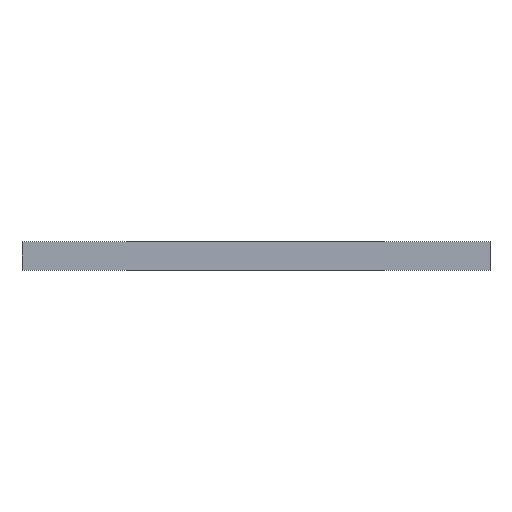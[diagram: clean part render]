
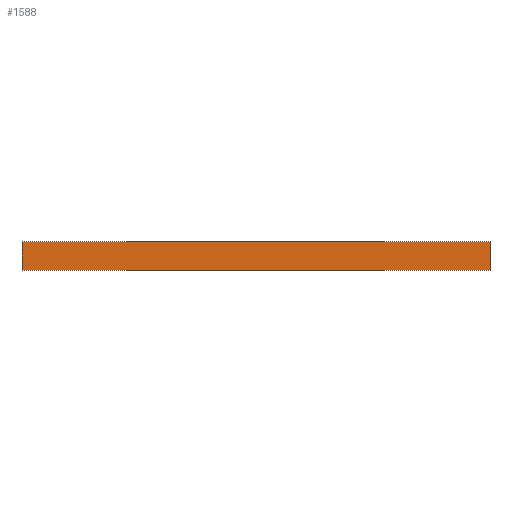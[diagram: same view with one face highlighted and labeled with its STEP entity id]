
A CAD part, front view. The second image highlights one B-rep face of the part: STEP entity #1588.
In plain terms, the highlighted planar face has unit normal (0, -1, 0).
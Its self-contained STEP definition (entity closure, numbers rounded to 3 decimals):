
#44 = PLANE('',#45);
#45 = AXIS2_PLACEMENT_3D('',#46,#47,#48);
#46 = CARTESIAN_POINT('',(-17.5,42.5,-1.05));
#47 = DIRECTION('',(1.,0.,0.));
#48 = DIRECTION('',(0.,0.,1.));
#100 = PLANE('',#101);
#101 = AXIS2_PLACEMENT_3D('',#102,#103,#104);
#102 = CARTESIAN_POINT('',(17.5,42.5,-1.05));
#103 = DIRECTION('',(1.,0.,0.));
#104 = DIRECTION('',(0.,0.,1.));
#126 = PLANE('',#127);
#127 = AXIS2_PLACEMENT_3D('',#128,#129,#130);
#128 = CARTESIAN_POINT('',(-17.5,42.5,1.05));
#129 = DIRECTION('',(0.,0.,1.));
#130 = DIRECTION('',(0.,-1.,0.));
#166 = VERTEX_POINT('',#167);
#167 = CARTESIAN_POINT('',(-17.5,-42.5,1.05));
#188 = EDGE_CURVE('',#189,#166,#191,.T.);
#189 = VERTEX_POINT('',#190);
#190 = CARTESIAN_POINT('',(-17.5,-42.5,-1.05));
#191 = SURFACE_CURVE('',#192,(#196,#203),.PCURVE_S1.);
#192 = LINE('',#193,#194);
#193 = CARTESIAN_POINT('',(-17.5,-42.5,-1.05));
#194 = VECTOR('',#195,1.);
#195 = DIRECTION('',(0.,0.,1.));
#196 = PCURVE('',#44,#197);
#197 = DEFINITIONAL_REPRESENTATION('',(#198),#202);
#198 = LINE('',#199,#200);
#199 = CARTESIAN_POINT('',(0.,85.));
#200 = VECTOR('',#201,1.);
#201 = DIRECTION('',(1.,0.));
#202 = ( GEOMETRIC_REPRESENTATION_CONTEXT(2) 
PARAMETRIC_REPRESENTATION_CONTEXT() REPRESENTATION_CONTEXT('2D SPACE',''
  ) );
#203 = PCURVE('',#204,#209);
#204 = PLANE('',#205);
#205 = AXIS2_PLACEMENT_3D('',#206,#207,#208);
#206 = CARTESIAN_POINT('',(17.5,-42.5,-1.05));
#207 = DIRECTION('',(0.,1.,0.));
#208 = DIRECTION('',(0.,0.,1.));
#209 = DEFINITIONAL_REPRESENTATION('',(#210),#214);
#210 = LINE('',#211,#212);
#211 = CARTESIAN_POINT('',(0.,-35.));
#212 = VECTOR('',#213,1.);
#213 = DIRECTION('',(1.,0.));
#214 = ( GEOMETRIC_REPRESENTATION_CONTEXT(2) 
PARAMETRIC_REPRESENTATION_CONTEXT() REPRESENTATION_CONTEXT('2D SPACE',''
  ) );
#232 = PLANE('',#233);
#233 = AXIS2_PLACEMENT_3D('',#234,#235,#236);
#234 = CARTESIAN_POINT('',(17.5,-42.5,-1.05));
#235 = DIRECTION('',(0.,0.,1.));
#236 = DIRECTION('',(0.,1.,0.));
#555 = EDGE_CURVE('',#556,#166,#558,.T.);
#556 = VERTEX_POINT('',#557);
#557 = CARTESIAN_POINT('',(17.5,-42.5,1.05));
#558 = SURFACE_CURVE('',#559,(#563,#570),.PCURVE_S1.);
#559 = LINE('',#560,#561);
#560 = CARTESIAN_POINT('',(17.5,-42.5,1.05));
#561 = VECTOR('',#562,1.);
#562 = DIRECTION('',(-1.,0.,0.));
#563 = PCURVE('',#126,#564);
#564 = DEFINITIONAL_REPRESENTATION('',(#565),#569);
#565 = LINE('',#566,#567);
#566 = CARTESIAN_POINT('',(85.,35.));
#567 = VECTOR('',#568,1.);
#568 = DIRECTION('',(0.,-1.));
#569 = ( GEOMETRIC_REPRESENTATION_CONTEXT(2) 
PARAMETRIC_REPRESENTATION_CONTEXT() REPRESENTATION_CONTEXT('2D SPACE',''
  ) );
#570 = PCURVE('',#204,#571);
#571 = DEFINITIONAL_REPRESENTATION('',(#572),#576);
#572 = LINE('',#573,#574);
#573 = CARTESIAN_POINT('',(2.1,0.));
#574 = VECTOR('',#575,1.);
#575 = DIRECTION('',(0.,-1.));
#576 = ( GEOMETRIC_REPRESENTATION_CONTEXT(2) 
PARAMETRIC_REPRESENTATION_CONTEXT() REPRESENTATION_CONTEXT('2D SPACE',''
  ) );
#1056 = EDGE_CURVE('',#1057,#556,#1059,.T.);
#1057 = VERTEX_POINT('',#1058);
#1058 = CARTESIAN_POINT('',(17.5,-42.5,-1.05));
#1059 = SURFACE_CURVE('',#1060,(#1064,#1071),.PCURVE_S1.);
#1060 = LINE('',#1061,#1062);
#1061 = CARTESIAN_POINT('',(17.5,-42.5,-1.05));
#1062 = VECTOR('',#1063,1.);
#1063 = DIRECTION('',(0.,0.,1.));
#1064 = PCURVE('',#100,#1065);
#1065 = DEFINITIONAL_REPRESENTATION('',(#1066),#1070);
#1066 = LINE('',#1067,#1068);
#1067 = CARTESIAN_POINT('',(0.,85.));
#1068 = VECTOR('',#1069,1.);
#1069 = DIRECTION('',(1.,0.));
#1070 = ( GEOMETRIC_REPRESENTATION_CONTEXT(2) 
PARAMETRIC_REPRESENTATION_CONTEXT() REPRESENTATION_CONTEXT('2D SPACE',''
  ) );
#1071 = PCURVE('',#204,#1072);
#1072 = DEFINITIONAL_REPRESENTATION('',(#1073),#1077);
#1073 = LINE('',#1074,#1075);
#1074 = CARTESIAN_POINT('',(0.,0.));
#1075 = VECTOR('',#1076,1.);
#1076 = DIRECTION('',(1.,0.));
#1077 = ( GEOMETRIC_REPRESENTATION_CONTEXT(2) 
PARAMETRIC_REPRESENTATION_CONTEXT() REPRESENTATION_CONTEXT('2D SPACE',''
  ) );
#1588 = ADVANCED_FACE('',(#1589),#204,.F.);
#1589 = FACE_BOUND('',#1590,.F.);
#1590 = EDGE_LOOP('',(#1591,#1592,#1613,#1614));
#1591 = ORIENTED_EDGE('',*,*,#1056,.F.);
#1592 = ORIENTED_EDGE('',*,*,#1593,.T.);
#1593 = EDGE_CURVE('',#1057,#189,#1594,.T.);
#1594 = SURFACE_CURVE('',#1595,(#1599,#1606),.PCURVE_S1.);
#1595 = LINE('',#1596,#1597);
#1596 = CARTESIAN_POINT('',(17.5,-42.5,-1.05));
#1597 = VECTOR('',#1598,1.);
#1598 = DIRECTION('',(-1.,0.,0.));
#1599 = PCURVE('',#204,#1600);
#1600 = DEFINITIONAL_REPRESENTATION('',(#1601),#1605);
#1601 = LINE('',#1602,#1603);
#1602 = CARTESIAN_POINT('',(0.,0.));
#1603 = VECTOR('',#1604,1.);
#1604 = DIRECTION('',(0.,-1.));
#1605 = ( GEOMETRIC_REPRESENTATION_CONTEXT(2) 
PARAMETRIC_REPRESENTATION_CONTEXT() REPRESENTATION_CONTEXT('2D SPACE',''
  ) );
#1606 = PCURVE('',#232,#1607);
#1607 = DEFINITIONAL_REPRESENTATION('',(#1608),#1612);
#1608 = LINE('',#1609,#1610);
#1609 = CARTESIAN_POINT('',(0.,0.));
#1610 = VECTOR('',#1611,1.);
#1611 = DIRECTION('',(0.,1.));
#1612 = ( GEOMETRIC_REPRESENTATION_CONTEXT(2) 
PARAMETRIC_REPRESENTATION_CONTEXT() REPRESENTATION_CONTEXT('2D SPACE',''
  ) );
#1613 = ORIENTED_EDGE('',*,*,#188,.T.);
#1614 = ORIENTED_EDGE('',*,*,#555,.F.);
